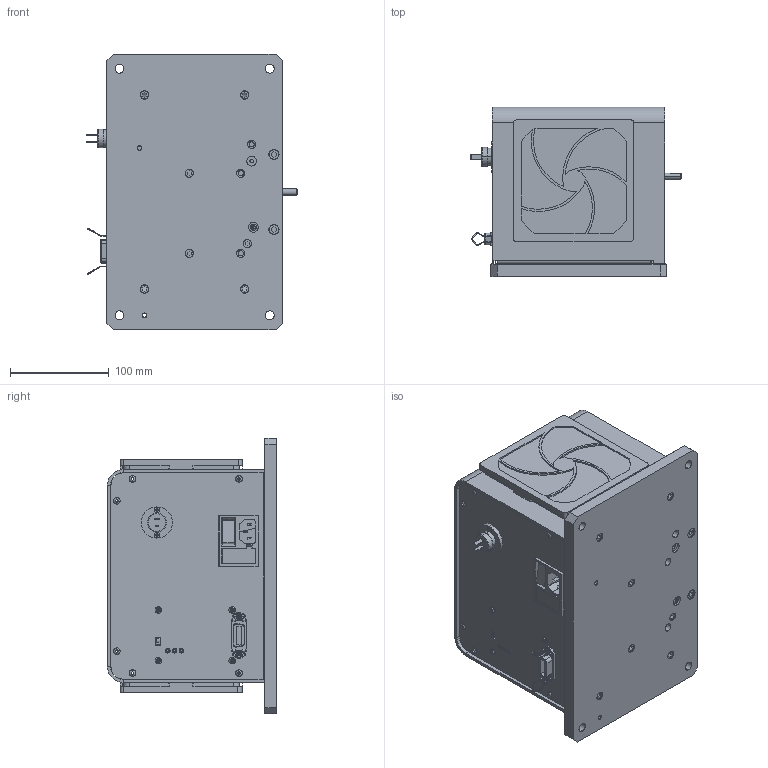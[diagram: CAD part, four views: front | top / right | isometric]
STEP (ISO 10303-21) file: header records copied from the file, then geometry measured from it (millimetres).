
FILE_DESCRIPTION (( 'STEP AP214' ), '1' );
FILE_NAME ('HD-400-0100_B_EF.STEP', '2013-10-02T21:12:21', ( 'Jeff' ), ( '' ), 'SwSTEP 2.0', 'SolidWorks 2013', '' );
FILE_SCHEMA (( 'AUTOMOTIVE_DESIGN' ));
Length unit declared in the file: inch
Products named in the file (1): HD-400-0100_B_EF
Bounding box: 212.97 x 171.45 x 279.4 mm (x, y, z)
Surface area: 397730.3 mm2 (no closed solid volume)
Topology: 0 solids, 65 shells, 733 faces, 2538 edges, 1847 vertices
Faces by surface type: plane 423, cylinder 229, torus 60, cone 19, sphere 2
Entity records: 37039 total; most frequent: CARTESIAN_POINT 5345, DIRECTION 4803, ORIENTED_EDGE 3890, EDGE_CURVE 2536, VERTEX_POINT 1847, LINE 1617, VECTOR 1617, AXIS2_PLACEMENT_3D 1593
